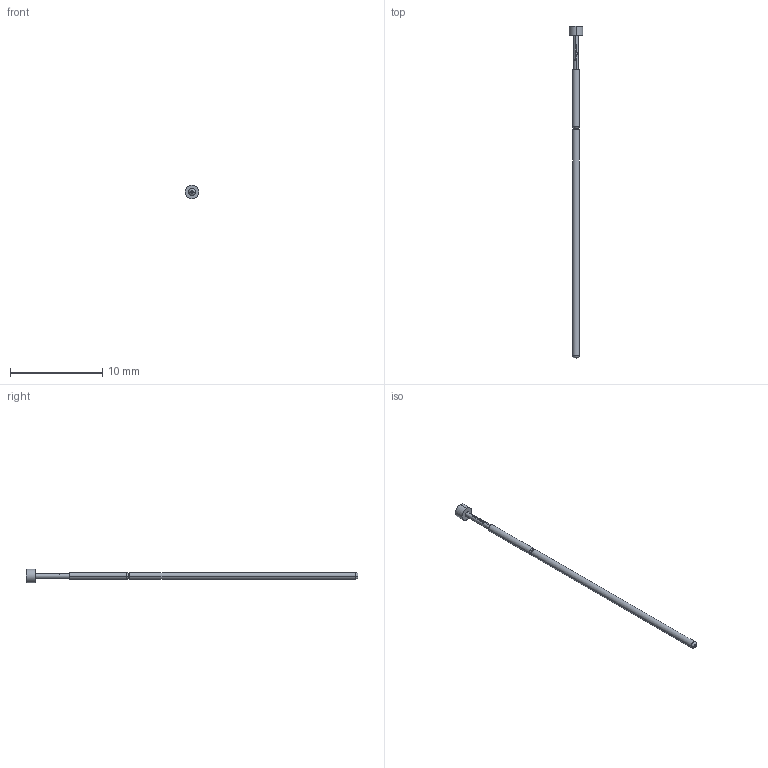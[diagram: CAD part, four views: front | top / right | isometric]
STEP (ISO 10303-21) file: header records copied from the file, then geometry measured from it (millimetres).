
FILE_DESCRIPTION (( 'STEP AP203' ), '1' );
FILE_NAME ('INGUN_GKS-051_303_150_A_xx00.STEP', '2021-09-21T07:22:12', ( 'ochi' ), ( '' ), 'SwSTEP 2.0', 'SolidWorks 2018', '' );
FILE_SCHEMA (( 'CONFIG_CONTROL_DESIGN' ));
Length unit declared in the file: millimetre
Products named in the file (1): INGUN_GKS-051_303_150_A_xx00
Bounding box: 1.5 x 36 x 1.5 mm (x, y, z)
Volume: 15.8 mm3; surface area: 88.9 mm2
Topology: 1 solids, 1 shells, 90 faces, 248 edges, 161 vertices
Faces by surface type: plane 33, cylinder 27, bspline 22, torus 6, cone 2
Entity records: 4457 total; most frequent: CARTESIAN_POINT 2524, ORIENTED_EDGE 492, EDGE_CURVE 246, DIRECTION 218, B_SPLINE_CURVE_WITH_KNOTS 192, VERTEX_POINT 161, AXIS2_PLACEMENT_3D 95, EDGE_LOOP 93
